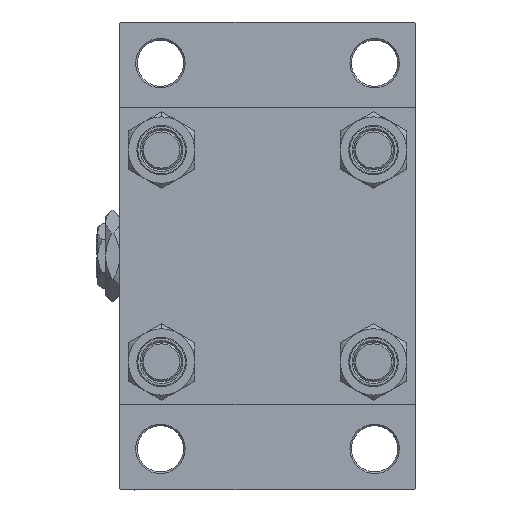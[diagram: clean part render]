
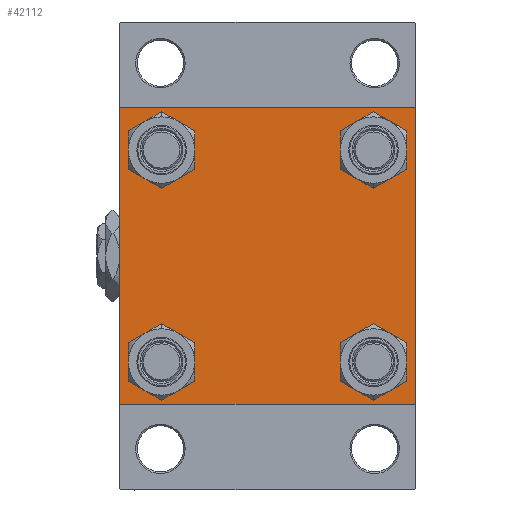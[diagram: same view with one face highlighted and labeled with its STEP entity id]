
A CAD part, left-side view. The second image highlights one B-rep face of the part: STEP entity #42112.
In plain terms, the highlighted planar face has unit normal (-1, 0, 0).
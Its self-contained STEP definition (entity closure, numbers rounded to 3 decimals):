
#122 = ORIENTED_EDGE ( 'NONE', *, *, #27381, .F. ) ;
#212 = CIRCLE ( 'NONE', #29572, 6.5 ) ;
#791 = CARTESIAN_POINT ( 'NONE',  ( 0., -32.15, 38.65 ) ) ;
#938 = AXIS2_PLACEMENT_3D ( 'NONE', #27173, #38320, #42298 ) ;
#957 = DIRECTION ( 'NONE',  ( 0., 0., 1. ) ) ;
#1896 = VECTOR ( 'NONE', #21056, 1000. ) ;
#1961 = LINE ( 'NONE', #25537, #49037 ) ;
#2060 = CARTESIAN_POINT ( 'NONE',  ( 0., 32.15, -32.15 ) ) ;
#2459 = CIRCLE ( 'NONE', #19919, 6.5 ) ;
#2706 = DIRECTION ( 'NONE',  ( 0., 0., 1. ) ) ;
#2766 = DIRECTION ( 'NONE',  ( 0., 0., 1. ) ) ;
#3009 = CARTESIAN_POINT ( 'NONE',  ( 0., -32.15, 32.15 ) ) ;
#3472 = CARTESIAN_POINT ( 'NONE',  ( 0., 32.15, -25.65 ) ) ;
#3948 = LINE ( 'NONE', #30523, #22605 ) ;
#4200 = FACE_OUTER_BOUND ( 'NONE', #42837, .T. ) ;
#4340 = VERTEX_POINT ( 'NONE', #791 ) ;
#4678 = FACE_BOUND ( 'NONE', #26188, .T. ) ;
#4808 = DIRECTION ( 'NONE',  ( 0., 0., -1. ) ) ;
#5178 = DIRECTION ( 'NONE',  ( 0., 0., 1. ) ) ;
#5426 = LINE ( 'NONE', #16631, #1896 ) ;
#5615 = AXIS2_PLACEMENT_3D ( 'NONE', #12877, #8432, #5178 ) ;
#5804 = CARTESIAN_POINT ( 'NONE',  ( 0., -32.15, -25.65 ) ) ;
#6659 = CARTESIAN_POINT ( 'NONE',  ( 0., 44.5, -45. ) ) ;
#6683 = EDGE_CURVE ( 'NONE', #8653, #22655, #23693, .T. ) ;
#7094 = CARTESIAN_POINT ( 'NONE',  ( 0., 45., -45. ) ) ;
#7166 = VECTOR ( 'NONE', #19840, 1000. ) ;
#7874 = VERTEX_POINT ( 'NONE', #18712 ) ;
#8432 = DIRECTION ( 'NONE',  ( 1., 0., 0. ) ) ;
#8653 = VERTEX_POINT ( 'NONE', #40849 ) ;
#8908 = DIRECTION ( 'NONE',  ( -1., 0., 0. ) ) ;
#8915 = CIRCLE ( 'NONE', #10472, 6.5 ) ;
#9019 = VECTOR ( 'NONE', #46651, 1000. ) ;
#9611 = CARTESIAN_POINT ( 'NONE',  ( 0., 44.75, -44.75 ) ) ;
#9812 = VERTEX_POINT ( 'NONE', #41179 ) ;
#10472 = AXIS2_PLACEMENT_3D ( 'NONE', #2060, #21919, #25392 ) ;
#10484 = EDGE_CURVE ( 'NONE', #35135, #9812, #2459, .T. ) ;
#10690 = AXIS2_PLACEMENT_3D ( 'NONE', #20051, #23290, #38404 ) ;
#10740 = ORIENTED_EDGE ( 'NONE', *, *, #31687, .T. ) ;
#10805 = ORIENTED_EDGE ( 'NONE', *, *, #33716, .T. ) ;
#11050 = EDGE_CURVE ( 'NONE', #9812, #35135, #22283, .T. ) ;
#11067 = CIRCLE ( 'NONE', #36397, 6.5 ) ;
#11423 = CIRCLE ( 'NONE', #36743, 6.5 ) ;
#12405 = FACE_BOUND ( 'NONE', #17909, .T. ) ;
#12804 = ORIENTED_EDGE ( 'NONE', *, *, #44871, .T. ) ;
#12874 = ORIENTED_EDGE ( 'NONE', *, *, #15201, .T. ) ;
#12877 = CARTESIAN_POINT ( 'NONE',  ( 0., -32.15, -32.15 ) ) ;
#13224 = EDGE_CURVE ( 'NONE', #42039, #7874, #8915, .T. ) ;
#14015 = LINE ( 'NONE', #30138, #16952 ) ;
#14019 = CARTESIAN_POINT ( 'NONE',  ( 0., 45., -44.5 ) ) ;
#14176 = VERTEX_POINT ( 'NONE', #32593 ) ;
#14308 = VECTOR ( 'NONE', #4808, 1000. ) ;
#15062 = VERTEX_POINT ( 'NONE', #18951 ) ;
#15201 = EDGE_CURVE ( 'NONE', #7874, #42039, #212, .T. ) ;
#15392 = ORIENTED_EDGE ( 'NONE', *, *, #38312, .T. ) ;
#16208 = CARTESIAN_POINT ( 'NONE',  ( 0., 32.15, -32.15 ) ) ;
#16631 = CARTESIAN_POINT ( 'NONE',  ( 0., 44.75, 44.75 ) ) ;
#16758 = ORIENTED_EDGE ( 'NONE', *, *, #6683, .T. ) ;
#16952 = VECTOR ( 'NONE', #21957, 1000. ) ;
#17069 = CARTESIAN_POINT ( 'NONE',  ( 0., 32.15, 38.65 ) ) ;
#17629 = DIRECTION ( 'NONE',  ( 1., 0., 0. ) ) ;
#17909 = EDGE_LOOP ( 'NONE', ( #37381, #33664 ) ) ;
#18712 = CARTESIAN_POINT ( 'NONE',  ( 0., 32.15, -38.65 ) ) ;
#18800 = EDGE_CURVE ( 'NONE', #28810, #29970, #21776, .T. ) ;
#18951 = CARTESIAN_POINT ( 'NONE',  ( 0., 44.5, 45. ) ) ;
#19119 = FACE_BOUND ( 'NONE', #25420, .T. ) ;
#19244 = ORIENTED_EDGE ( 'NONE', *, *, #45372, .F. ) ;
#19840 = DIRECTION ( 'NONE',  ( 0., -0.707, 0.707 ) ) ;
#19919 = AXIS2_PLACEMENT_3D ( 'NONE', #43339, #48073, #29177 ) ;
#19998 = CARTESIAN_POINT ( 'NONE',  ( 0., 32.15, 25.65 ) ) ;
#20051 = CARTESIAN_POINT ( 'NONE',  ( 0., 32.15, 32.15 ) ) ;
#20211 = ORIENTED_EDGE ( 'NONE', *, *, #18800, .T. ) ;
#20545 = EDGE_CURVE ( 'NONE', #22655, #46240, #47136, .T. ) ;
#21056 = DIRECTION ( 'NONE',  ( 0., 0.707, -0.707 ) ) ;
#21776 = CIRCLE ( 'NONE', #10690, 6.5 ) ;
#21919 = DIRECTION ( 'NONE',  ( 1., 0., 0. ) ) ;
#21957 = DIRECTION ( 'NONE',  ( 0., 0., -1. ) ) ;
#22283 = CIRCLE ( 'NONE', #5615, 6.5 ) ;
#22474 = DIRECTION ( 'NONE',  ( 0., -1., 0. ) ) ;
#22605 = VECTOR ( 'NONE', #45692, 1000. ) ;
#22655 = VERTEX_POINT ( 'NONE', #14019 ) ;
#22996 = CARTESIAN_POINT ( 'NONE',  ( 0., 32.15, 32.15 ) ) ;
#23290 = DIRECTION ( 'NONE',  ( 1., 0., 0. ) ) ;
#23497 = EDGE_CURVE ( 'NONE', #40533, #35659, #3948, .T. ) ;
#23693 = LINE ( 'NONE', #38802, #14308 ) ;
#23808 = LINE ( 'NONE', #24054, #7166 ) ;
#24054 = CARTESIAN_POINT ( 'NONE',  ( 0., -44.75, -44.75 ) ) ;
#24103 = AXIS2_PLACEMENT_3D ( 'NONE', #27054, #8908, #957 ) ;
#24626 = ORIENTED_EDGE ( 'NONE', *, *, #46142, .T. ) ;
#25392 = DIRECTION ( 'NONE',  ( 0., 0., 1. ) ) ;
#25420 = EDGE_LOOP ( 'NONE', ( #15392, #12804 ) ) ;
#25537 = CARTESIAN_POINT ( 'NONE',  ( 0., 45., 45. ) ) ;
#26188 = EDGE_LOOP ( 'NONE', ( #10740, #20211 ) ) ;
#27054 = CARTESIAN_POINT ( 'NONE',  ( 0., 0., 0. ) ) ;
#27173 = CARTESIAN_POINT ( 'NONE',  ( 0., -32.15, 32.15 ) ) ;
#27381 = EDGE_CURVE ( 'NONE', #15062, #35659, #1961, .T. ) ;
#27810 = CARTESIAN_POINT ( 'NONE',  ( 0., -44.5, 45. ) ) ;
#28810 = VERTEX_POINT ( 'NONE', #19998 ) ;
#29177 = DIRECTION ( 'NONE',  ( 0., 0., 1. ) ) ;
#29572 = AXIS2_PLACEMENT_3D ( 'NONE', #16208, #31825, #39004 ) ;
#29673 = LINE ( 'NONE', #7094, #32556 ) ;
#29970 = VERTEX_POINT ( 'NONE', #17069 ) ;
#30138 = CARTESIAN_POINT ( 'NONE',  ( 0., -45., 45. ) ) ;
#30225 = ORIENTED_EDGE ( 'NONE', *, *, #20545, .T. ) ;
#30523 = CARTESIAN_POINT ( 'NONE',  ( 0., -44.75, 44.75 ) ) ;
#31687 = EDGE_CURVE ( 'NONE', #29970, #28810, #11067, .T. ) ;
#31825 = DIRECTION ( 'NONE',  ( 1., 0., 0. ) ) ;
#32556 = VECTOR ( 'NONE', #22474, 1000. ) ;
#32593 = CARTESIAN_POINT ( 'NONE',  ( 0., -44.5, -45. ) ) ;
#32796 = DIRECTION ( 'NONE',  ( 1., 0., 0. ) ) ;
#33664 = ORIENTED_EDGE ( 'NONE', *, *, #11050, .T. ) ;
#33716 = EDGE_CURVE ( 'NONE', #14176, #37140, #23808, .T. ) ;
#34557 = ORIENTED_EDGE ( 'NONE', *, *, #13224, .T. ) ;
#34855 = EDGE_CURVE ( 'NONE', #46240, #14176, #29673, .T. ) ;
#35135 = VERTEX_POINT ( 'NONE', #5804 ) ;
#35142 = ORIENTED_EDGE ( 'NONE', *, *, #34855, .T. ) ;
#35659 = VERTEX_POINT ( 'NONE', #27810 ) ;
#36397 = AXIS2_PLACEMENT_3D ( 'NONE', #22996, #17629, #2706 ) ;
#36743 = AXIS2_PLACEMENT_3D ( 'NONE', #3009, #32796, #2766 ) ;
#37140 = VERTEX_POINT ( 'NONE', #39561 ) ;
#37381 = ORIENTED_EDGE ( 'NONE', *, *, #10484, .T. ) ;
#37470 = VERTEX_POINT ( 'NONE', #48415 ) ;
#38312 = EDGE_CURVE ( 'NONE', #4340, #37470, #42974, .T. ) ;
#38320 = DIRECTION ( 'NONE',  ( 1., 0., 0. ) ) ;
#38404 = DIRECTION ( 'NONE',  ( 0., 0., 1. ) ) ;
#38802 = CARTESIAN_POINT ( 'NONE',  ( 0., 45., 45. ) ) ;
#39004 = DIRECTION ( 'NONE',  ( 0., 0., 1. ) ) ;
#39561 = CARTESIAN_POINT ( 'NONE',  ( 0., -45., -44.5 ) ) ;
#40533 = VERTEX_POINT ( 'NONE', #47045 ) ;
#40645 = DIRECTION ( 'NONE',  ( 0., -1., 0. ) ) ;
#40849 = CARTESIAN_POINT ( 'NONE',  ( 0., 45., 44.5 ) ) ;
#41179 = CARTESIAN_POINT ( 'NONE',  ( 0., -32.15, -38.65 ) ) ;
#42039 = VERTEX_POINT ( 'NONE', #3472 ) ;
#42112 = ADVANCED_FACE ( 'NONE', ( #19119, #12405, #42908, #4678, #4200 ), #46186, .T. ) ;
#42298 = DIRECTION ( 'NONE',  ( 0., 0., 1. ) ) ;
#42837 = EDGE_LOOP ( 'NONE', ( #16758, #30225, #35142, #10805, #19244, #48153, #122, #24626 ) ) ;
#42908 = FACE_BOUND ( 'NONE', #46801, .T. ) ;
#42974 = CIRCLE ( 'NONE', #938, 6.5 ) ;
#43339 = CARTESIAN_POINT ( 'NONE',  ( 0., -32.15, -32.15 ) ) ;
#44871 = EDGE_CURVE ( 'NONE', #37470, #4340, #11423, .T. ) ;
#45372 = EDGE_CURVE ( 'NONE', #40533, #37140, #14015, .T. ) ;
#45692 = DIRECTION ( 'NONE',  ( 0., 0.707, 0.707 ) ) ;
#46142 = EDGE_CURVE ( 'NONE', #15062, #8653, #5426, .T. ) ;
#46186 = PLANE ( 'NONE',  #24103 ) ;
#46240 = VERTEX_POINT ( 'NONE', #6659 ) ;
#46651 = DIRECTION ( 'NONE',  ( 0., -0.707, -0.707 ) ) ;
#46801 = EDGE_LOOP ( 'NONE', ( #34557, #12874 ) ) ;
#47045 = CARTESIAN_POINT ( 'NONE',  ( 0., -45., 44.5 ) ) ;
#47136 = LINE ( 'NONE', #9611, #9019 ) ;
#48073 = DIRECTION ( 'NONE',  ( 1., 0., 0. ) ) ;
#48153 = ORIENTED_EDGE ( 'NONE', *, *, #23497, .T. ) ;
#48415 = CARTESIAN_POINT ( 'NONE',  ( 0., -32.15, 25.65 ) ) ;
#49037 = VECTOR ( 'NONE', #40645, 1000. ) ;
